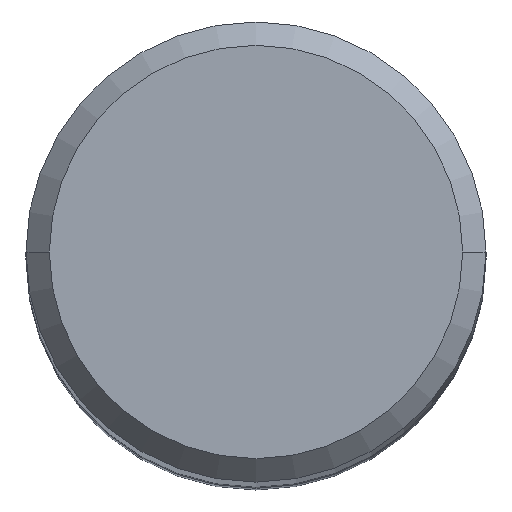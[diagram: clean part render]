
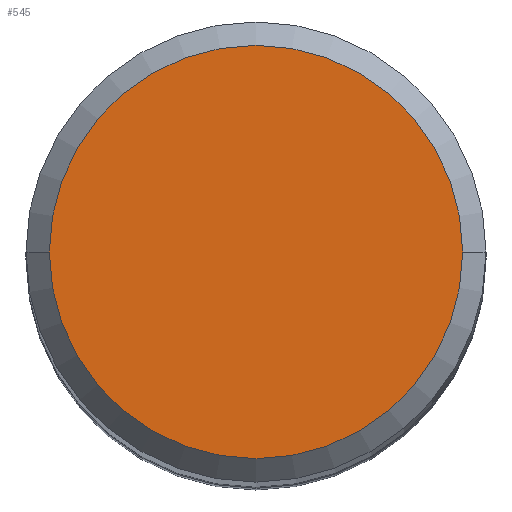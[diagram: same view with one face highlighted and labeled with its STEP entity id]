
A CAD part, top view. The second image highlights one B-rep face of the part: STEP entity #545.
In plain terms, the highlighted planar face has unit normal (0, 0, 1).
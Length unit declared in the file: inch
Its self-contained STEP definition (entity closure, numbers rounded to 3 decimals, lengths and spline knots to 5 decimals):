
#12 = EDGE_CURVE ( 'NONE', #544, #266, #32, .T. ) ;
#20 = PLANE ( 'NONE',  #30 ) ;
#30 = AXIS2_PLACEMENT_3D ( 'NONE', #66, #488, #323 ) ;
#32 = CIRCLE ( 'NONE', #88, 0.17685 ) ;
#44 = DIRECTION ( 'NONE',  ( 0., 0., 1. ) ) ;
#58 = DIRECTION ( 'NONE',  ( 0., 0., 1. ) ) ;
#66 = CARTESIAN_POINT ( 'NONE',  ( 0., 0.17685, 0. ) ) ;
#88 = AXIS2_PLACEMENT_3D ( 'NONE', #224, #58, #469 ) ;
#101 = CIRCLE ( 'NONE', #409, 0.17685 ) ;
#143 = DIRECTION ( 'NONE',  ( 1., 0., 0. ) ) ;
#220 = CARTESIAN_POINT ( 'NONE',  ( 0., 0., 0. ) ) ;
#224 = CARTESIAN_POINT ( 'NONE',  ( 0., 0., 0. ) ) ;
#266 = VERTEX_POINT ( 'NONE', #542 ) ;
#323 = DIRECTION ( 'NONE',  ( -1., 0., 0. ) ) ;
#361 = FACE_OUTER_BOUND ( 'NONE', #415, .T. ) ;
#365 = CARTESIAN_POINT ( 'NONE',  ( 0.17685, 0., 0. ) ) ;
#409 = AXIS2_PLACEMENT_3D ( 'NONE', #220, #44, #143 ) ;
#415 = EDGE_LOOP ( 'NONE', ( #464, #551 ) ) ;
#454 = EDGE_CURVE ( 'NONE', #266, #544, #101, .T. ) ;
#464 = ORIENTED_EDGE ( 'NONE', *, *, #454, .T. ) ;
#469 = DIRECTION ( 'NONE',  ( 1., 0., 0. ) ) ;
#488 = DIRECTION ( 'NONE',  ( 0., 0., -1. ) ) ;
#542 = CARTESIAN_POINT ( 'NONE',  ( -0.17685, 0., 0. ) ) ;
#544 = VERTEX_POINT ( 'NONE', #365 ) ;
#545 = ADVANCED_FACE ( 'NONE', ( #361 ), #20, .F. ) ;
#551 = ORIENTED_EDGE ( 'NONE', *, *, #12, .T. ) ;
